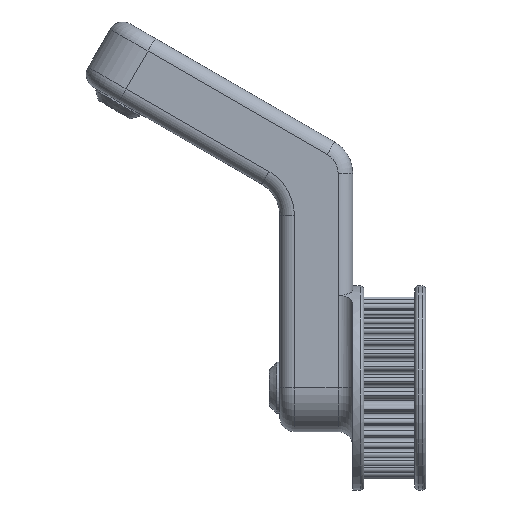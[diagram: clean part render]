
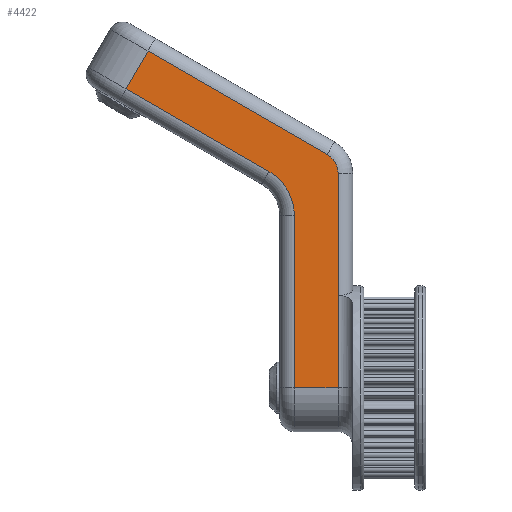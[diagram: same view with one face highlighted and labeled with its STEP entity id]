
A CAD part, top view. The second image highlights one B-rep face of the part: STEP entity #4422.
In plain terms, the highlighted planar face has unit normal (0, 0, 1).
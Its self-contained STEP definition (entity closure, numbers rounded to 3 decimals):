
#29=PLANE('',#4699);
#98=FACE_OUTER_BOUND('',#348,.T.);
#348=EDGE_LOOP('',(#2837,#2838,#2839,#2840,#2841,#2842,#2843,#2844,#2845));
#609=LINE('',#6946,#925);
#618=LINE('',#6986,#934);
#619=LINE('',#6990,#935);
#620=LINE('',#6994,#936);
#621=LINE('',#6996,#937);
#622=LINE('',#6998,#938);
#623=LINE('',#7001,#939);
#925=VECTOR('',#5335,10.);
#934=VECTOR('',#5362,10.);
#935=VECTOR('',#5367,10.);
#936=VECTOR('',#5370,10.);
#937=VECTOR('',#5371,10.);
#938=VECTOR('',#5372,10.);
#939=VECTOR('',#5375,10.);
#1247=CIRCLE('',#4700,3.);
#1248=CIRCLE('',#4701,7.);
#1631=VERTEX_POINT('',#6930);
#1634=VERTEX_POINT('',#6935);
#1646=VERTEX_POINT('',#6985);
#1647=VERTEX_POINT('',#6989);
#1648=VERTEX_POINT('',#6991);
#1649=VERTEX_POINT('',#6993);
#1650=VERTEX_POINT('',#6995);
#1651=VERTEX_POINT('',#6997);
#1652=VERTEX_POINT('',#6999);
#2104=EDGE_CURVE('',#1634,#1631,#609,.T.);
#2119=EDGE_CURVE('',#1646,#1631,#618,.T.);
#2121=EDGE_CURVE('',#1647,#1634,#619,.T.);
#2122=EDGE_CURVE('',#1648,#1647,#1247,.T.);
#2123=EDGE_CURVE('',#1649,#1648,#620,.T.);
#2124=EDGE_CURVE('',#1649,#1650,#621,.T.);
#2125=EDGE_CURVE('',#1651,#1650,#622,.T.);
#2126=EDGE_CURVE('',#1652,#1651,#1248,.T.);
#2127=EDGE_CURVE('',#1646,#1652,#623,.T.);
#2837=ORIENTED_EDGE('',*,*,#2104,.F.);
#2838=ORIENTED_EDGE('',*,*,#2121,.F.);
#2839=ORIENTED_EDGE('',*,*,#2122,.F.);
#2840=ORIENTED_EDGE('',*,*,#2123,.F.);
#2841=ORIENTED_EDGE('',*,*,#2124,.T.);
#2842=ORIENTED_EDGE('',*,*,#2125,.F.);
#2843=ORIENTED_EDGE('',*,*,#2126,.F.);
#2844=ORIENTED_EDGE('',*,*,#2127,.F.);
#2845=ORIENTED_EDGE('',*,*,#2119,.T.);
#4422=ADVANCED_FACE('',(#98),#29,.T.);
#4699=AXIS2_PLACEMENT_3D('',#6988,#5365,#5366);
#4700=AXIS2_PLACEMENT_3D('',#6992,#5368,#5369);
#4701=AXIS2_PLACEMENT_3D('',#7000,#5373,#5374);
#5335=DIRECTION('',(0.,-1.,0.));
#5362=DIRECTION('',(1.,0.,0.));
#5365=DIRECTION('center_axis',(0.,0.,1.));
#5366=DIRECTION('ref_axis',(1.,0.,0.));
#5367=DIRECTION('',(0.,-1.,0.));
#5368=DIRECTION('center_axis',(0.,0.,-1.));
#5369=DIRECTION('ref_axis',(0.866,0.5,0.));
#5370=DIRECTION('',(0.866,-0.5,0.));
#5371=DIRECTION('',(-0.5,-0.866,0.));
#5372=DIRECTION('',(-0.866,0.5,0.));
#5373=DIRECTION('center_axis',(0.,0.,1.));
#5374=DIRECTION('ref_axis',(0.866,0.5,0.));
#5375=DIRECTION('',(0.,1.,0.));
#6930=CARTESIAN_POINT('',(52.745,0.,12.));
#6935=CARTESIAN_POINT('',(52.745,12.649,12.));
#6946=CARTESIAN_POINT('',(52.745,19.482,12.));
#6985=CARTESIAN_POINT('',(46.745,0.,12.));
#6986=CARTESIAN_POINT('',(0.,0.,12.));
#6988=CARTESIAN_POINT('Origin',(42.974,24.964,12.));
#6989=CARTESIAN_POINT('',(52.745,29.387,12.));
#6990=CARTESIAN_POINT('',(52.745,12.482,12.));
#6991=CARTESIAN_POINT('',(51.245,31.985,12.));
#6992=CARTESIAN_POINT('Origin',(49.745,29.387,12.));
#6993=CARTESIAN_POINT('',(26.661,46.178,12.));
#6994=CARTESIAN_POINT('',(49.663,32.898,12.));
#6995=CARTESIAN_POINT('',(23.661,40.982,12.));
#6996=CARTESIAN_POINT('',(27.661,47.91,12.));
#6997=CARTESIAN_POINT('',(43.245,29.675,12.));
#6998=CARTESIAN_POINT('',(34.371,34.798,12.));
#6999=CARTESIAN_POINT('',(46.745,23.613,12.));
#7000=CARTESIAN_POINT('Origin',(39.745,23.613,12.));
#7001=CARTESIAN_POINT('',(46.745,24.288,12.));
